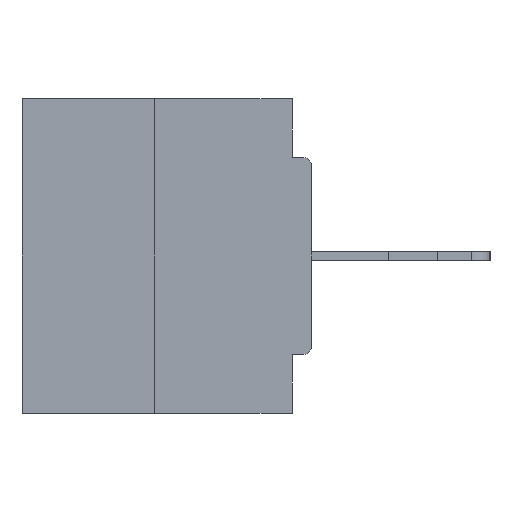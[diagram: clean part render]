
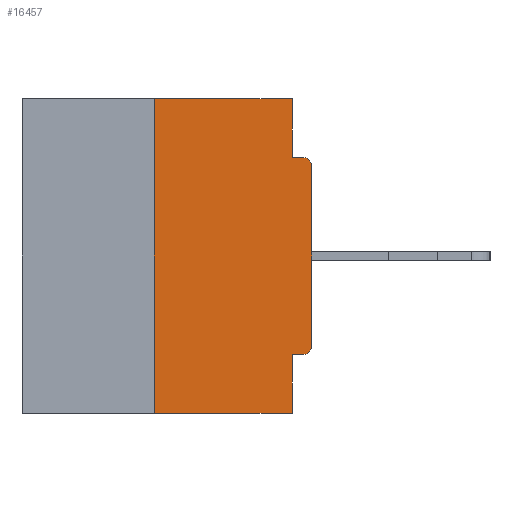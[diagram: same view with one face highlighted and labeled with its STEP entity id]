
A CAD part, left-side view. The second image highlights one B-rep face of the part: STEP entity #16457.
In plain terms, the highlighted planar face has unit normal (-1, 0, 0).
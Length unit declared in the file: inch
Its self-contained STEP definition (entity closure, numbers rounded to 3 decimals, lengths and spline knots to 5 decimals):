
#53 = VERTEX_POINT ( 'NONE', #20973 ) ;
#367 = VECTOR ( 'NONE', #21763, 39.37008 ) ;
#589 = VECTOR ( 'NONE', #25752, 39.37008 ) ;
#591 = ORIENTED_EDGE ( 'NONE', *, *, #11680, .F. ) ;
#737 = EDGE_CURVE ( 'NONE', #19404, #53, #14758, .T. ) ;
#2004 = CARTESIAN_POINT ( 'NONE',  ( 0., 0.031, -0.5 ) ) ;
#2633 = CARTESIAN_POINT ( 'NONE',  ( 0., 0.25, -0.5 ) ) ;
#3340 = LINE ( 'NONE', #3700, #10228 ) ;
#3579 = DIRECTION ( 'NONE',  ( 0., 0., -1. ) ) ;
#3700 = CARTESIAN_POINT ( 'NONE',  ( 0., 0.25, 0. ) ) ;
#3854 = ORIENTED_EDGE ( 'NONE', *, *, #14090, .T. ) ;
#4205 = VERTEX_POINT ( 'NONE', #6593 ) ;
#5144 = AXIS2_PLACEMENT_3D ( 'NONE', #30320, #5575, #11722 ) ;
#5575 = DIRECTION ( 'NONE',  ( -1., 0., 0. ) ) ;
#5680 = EDGE_CURVE ( 'NONE', #26059, #19404, #21953, .T. ) ;
#6094 = ORIENTED_EDGE ( 'NONE', *, *, #18005, .F. ) ;
#6593 = CARTESIAN_POINT ( 'NONE',  ( 0., 0.031, 0. ) ) ;
#6632 = CARTESIAN_POINT ( 'NONE',  ( 0., 0.46, -0.5 ) ) ;
#7922 = AXIS2_PLACEMENT_3D ( 'NONE', #11401, #10671, #24574 ) ;
#7972 = FACE_OUTER_BOUND ( 'NONE', #25489, .T. ) ;
#8810 = LINE ( 'NONE', #28119, #589 ) ;
#9462 = CARTESIAN_POINT ( 'NONE',  ( 0., 0.031, -0.0935 ) ) ;
#9845 = VERTEX_POINT ( 'NONE', #13721 ) ;
#10228 = VECTOR ( 'NONE', #28619, 39.37008 ) ;
#10464 = EDGE_CURVE ( 'NONE', #27971, #25226, #25956, .T. ) ;
#10671 = DIRECTION ( 'NONE',  ( 1., 0., 0. ) ) ;
#10757 = CARTESIAN_POINT ( 'NONE',  ( 0., 0., 0. ) ) ;
#11351 = LINE ( 'NONE', #14230, #16655 ) ;
#11401 = CARTESIAN_POINT ( 'NONE',  ( 0., 0.46, 0. ) ) ;
#11474 = VECTOR ( 'NONE', #21482, 39.37008 ) ;
#11680 = EDGE_CURVE ( 'NONE', #27971, #13816, #3340, .T. ) ;
#11722 = DIRECTION ( 'NONE',  ( 0., 0., -1. ) ) ;
#11876 = AXIS2_PLACEMENT_3D ( 'NONE', #16944, #27948, #3579 ) ;
#11933 = LINE ( 'NONE', #26021, #11474 ) ;
#11976 = CARTESIAN_POINT ( 'NONE',  ( 0., 0., -0.3915 ) ) ;
#12867 = ORIENTED_EDGE ( 'NONE', *, *, #10464, .T. ) ;
#13656 = CARTESIAN_POINT ( 'NONE',  ( 0., 0.031, -0.4065 ) ) ;
#13721 = CARTESIAN_POINT ( 'NONE',  ( 0., 0.015, -0.4065 ) ) ;
#13769 = ORIENTED_EDGE ( 'NONE', *, *, #737, .T. ) ;
#13816 = VERTEX_POINT ( 'NONE', #14632 ) ;
#14090 = EDGE_CURVE ( 'NONE', #9845, #26059, #22415, .T. ) ;
#14193 = EDGE_CURVE ( 'NONE', #19896, #53, #11351, .T. ) ;
#14230 = CARTESIAN_POINT ( 'NONE',  ( 0., 0., -0.0935 ) ) ;
#14587 = DIRECTION ( 'NONE',  ( 0., -1., 0. ) ) ;
#14632 = CARTESIAN_POINT ( 'NONE',  ( 0., 0.25, 0. ) ) ;
#14758 = CIRCLE ( 'NONE', #11876, 0.015 ) ;
#16457 = ADVANCED_FACE ( 'NONE', ( #7972 ), #21865, .F. ) ;
#16655 = VECTOR ( 'NONE', #30512, 39.37008 ) ;
#16944 = CARTESIAN_POINT ( 'NONE',  ( 0., 0.015, -0.1085 ) ) ;
#17844 = VECTOR ( 'NONE', #25610, 39.37008 ) ;
#18005 = EDGE_CURVE ( 'NONE', #29266, #25226, #11933, .T. ) ;
#19404 = VERTEX_POINT ( 'NONE', #25744 ) ;
#19896 = VERTEX_POINT ( 'NONE', #9462 ) ;
#20391 = ORIENTED_EDGE ( 'NONE', *, *, #14193, .F. ) ;
#20579 = EDGE_CURVE ( 'NONE', #9845, #29266, #8810, .T. ) ;
#20973 = CARTESIAN_POINT ( 'NONE',  ( 0., 0.015, -0.0935 ) ) ;
#21268 = ORIENTED_EDGE ( 'NONE', *, *, #20579, .F. ) ;
#21482 = DIRECTION ( 'NONE',  ( 0., 0., -1. ) ) ;
#21763 = DIRECTION ( 'NONE',  ( 0., 0., 1. ) ) ;
#21865 = PLANE ( 'NONE',  #7922 ) ;
#21953 = LINE ( 'NONE', #10757, #367 ) ;
#22385 = ORIENTED_EDGE ( 'NONE', *, *, #28931, .F. ) ;
#22415 = CIRCLE ( 'NONE', #5144, 0.015 ) ;
#22881 = LINE ( 'NONE', #27964, #17844 ) ;
#24574 = DIRECTION ( 'NONE',  ( 0., 0., -1. ) ) ;
#25226 = VERTEX_POINT ( 'NONE', #2004 ) ;
#25489 = EDGE_LOOP ( 'NONE', ( #22385, #591, #12867, #6094, #21268, #3854, #33583, #13769, #20391, #35247 ) ) ;
#25610 = DIRECTION ( 'NONE',  ( 0., -1., 0. ) ) ;
#25744 = CARTESIAN_POINT ( 'NONE',  ( 0., 0., -0.1085 ) ) ;
#25752 = DIRECTION ( 'NONE',  ( 0., 1., 0. ) ) ;
#25956 = LINE ( 'NONE', #6632, #32689 ) ;
#26021 = CARTESIAN_POINT ( 'NONE',  ( 0., 0.031, -0.5 ) ) ;
#26059 = VERTEX_POINT ( 'NONE', #11976 ) ;
#27948 = DIRECTION ( 'NONE',  ( -1., 0., 0. ) ) ;
#27964 = CARTESIAN_POINT ( 'NONE',  ( 0., 0.46, 0. ) ) ;
#27971 = VERTEX_POINT ( 'NONE', #2633 ) ;
#28015 = CARTESIAN_POINT ( 'NONE',  ( 0., 0.031, 0. ) ) ;
#28119 = CARTESIAN_POINT ( 'NONE',  ( 0., 0., -0.4065 ) ) ;
#28619 = DIRECTION ( 'NONE',  ( 0., 0., 1. ) ) ;
#28931 = EDGE_CURVE ( 'NONE', #13816, #4205, #22881, .T. ) ;
#29266 = VERTEX_POINT ( 'NONE', #13656 ) ;
#30320 = CARTESIAN_POINT ( 'NONE',  ( 0., 0.015, -0.3915 ) ) ;
#30512 = DIRECTION ( 'NONE',  ( 0., -1., 0. ) ) ;
#30909 = LINE ( 'NONE', #28015, #34402 ) ;
#32689 = VECTOR ( 'NONE', #14587, 39.37008 ) ;
#33002 = EDGE_CURVE ( 'NONE', #4205, #19896, #30909, .T. ) ;
#33583 = ORIENTED_EDGE ( 'NONE', *, *, #5680, .T. ) ;
#33799 = DIRECTION ( 'NONE',  ( 0., 0., -1. ) ) ;
#34402 = VECTOR ( 'NONE', #33799, 39.37008 ) ;
#35247 = ORIENTED_EDGE ( 'NONE', *, *, #33002, .F. ) ;
